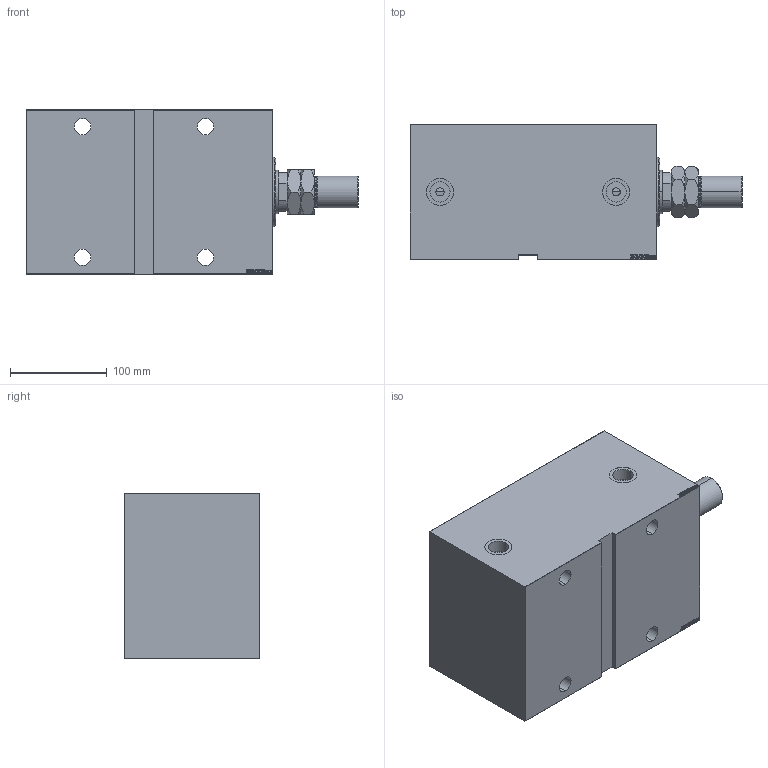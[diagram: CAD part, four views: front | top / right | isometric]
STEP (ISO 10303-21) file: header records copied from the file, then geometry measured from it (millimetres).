
FILE_DESCRIPTION (( 'STEP AP203' ), '1' );
FILE_NAME ('7a91.STEP', '2022-04-17T02:57:24', ( '' ), ( '' ), 'SwSTEP 2.0', 'SolidWorks 2019', '' );
FILE_SCHEMA (( 'CONFIG_CONTROL_DESIGN' ));
Length unit declared in the file: millimetre
Products named in the file (5): 7a91; V450CM_VC_B 0a58c0c445cdde45a4ad21a683d6fa88; V450CM_E_VCP 0a58c0c445cdde45a4ad21a683d6fa88; MTA 0a58c0c445cdde45a4ad21a683d6fa88; V450CM_E_Body 0a58c0c445cdde45a4ad21a683d6fa88
Assembly tree (4 placements, depth 2):
  7a91
    V450CM_E_Body 0a58c0c445cdde45a4ad21a683d6fa88
    V450CM_E_VCP 0a58c0c445cdde45a4ad21a683d6fa88
    V450CM_VC_B 0a58c0c445cdde45a4ad21a683d6fa88
    MTA 0a58c0c445cdde45a4ad21a683d6fa88
Bounding box: 343 x 140 x 170 mm (x, y, z)
Volume: 4846592.3 mm3; surface area: 421128.6 mm2
Topology: 4 solids, 4 shells, 926 faces, 2349 edges, 1545 vertices
Faces by surface type: plane 432, bspline 380, cylinder 70, cone 42, torus 2
Entity records: 45532 total; most frequent: CARTESIAN_POINT 25235, ORIENTED_EDGE 4694, DIRECTION 2807, EDGE_CURVE 2347, VERTEX_POINT 1545, LINE 1349, VECTOR 1349, EDGE_LOOP 1056
